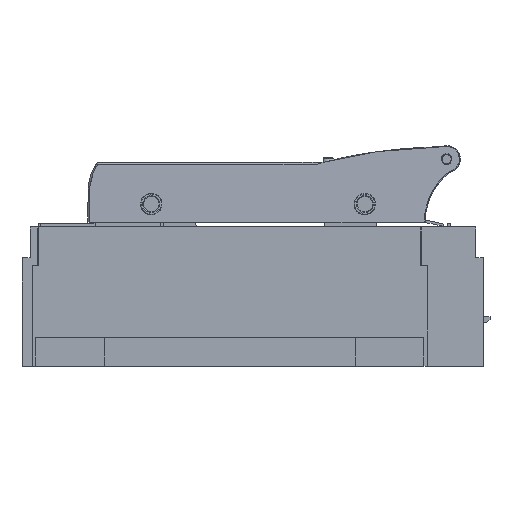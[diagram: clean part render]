
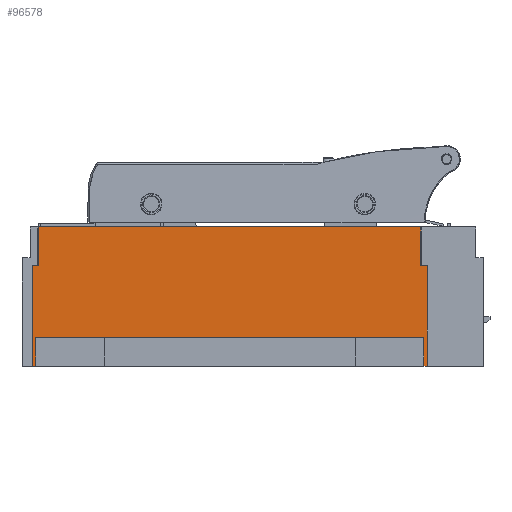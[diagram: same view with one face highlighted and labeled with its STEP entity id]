
A CAD part, front view. The second image highlights one B-rep face of the part: STEP entity #96578.
In plain terms, the highlighted planar face has unit normal (0, -1, 0).
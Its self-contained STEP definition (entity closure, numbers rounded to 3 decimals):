
#84283=DIRECTION('',(0.,0.,-1.));
#84284=VECTOR('',#84283,65.);
#84285=CARTESIAN_POINT('',(127.5,-124.75,65.));
#84286=LINE('',#84285,#84284);
#85540=DIRECTION('',(0.,0.,-1.));
#85541=VECTOR('',#85540,18.5);
#85542=CARTESIAN_POINT('',(-125.5,-124.75,18.5));
#85543=LINE('',#85542,#85541);
#85610=DIRECTION('',(-1.,0.,0.));
#85611=VECTOR('',#85610,2.);
#85612=CARTESIAN_POINT('',(-125.5,-124.75,0.));
#85613=LINE('',#85612,#85611);
#85680=DIRECTION('',(-1.,0.,0.));
#85681=VECTOR('',#85680,2.);
#85682=CARTESIAN_POINT('',(127.5,-124.75,0.));
#85683=LINE('',#85682,#85681);
#88426=DIRECTION('',(0.,0.,-1.));
#88427=VECTOR('',#88426,25.);
#88428=CARTESIAN_POINT('',(123.5,-124.75,90.));
#88429=LINE('',#88428,#88427);
#88475=DIRECTION('',(0.,0.,-1.));
#88476=VECTOR('',#88475,25.);
#88477=CARTESIAN_POINT('',(-123.5,-124.75,90.));
#88478=LINE('',#88477,#88476);
#88482=DIRECTION('',(-1.,0.,0.));
#88483=VECTOR('',#88482,247.);
#88484=CARTESIAN_POINT('',(123.5,-124.75,90.));
#88485=LINE('',#88484,#88483);
#88489=DIRECTION('',(-1.,0.,0.));
#88490=VECTOR('',#88489,4.);
#88491=CARTESIAN_POINT('',(127.5,-124.75,65.));
#88492=LINE('',#88491,#88490);
#88496=DIRECTION('',(0.,0.,-1.));
#88497=VECTOR('',#88496,18.5);
#88498=CARTESIAN_POINT('',(125.5,-124.75,18.5));
#88499=LINE('',#88498,#88497);
#88503=DIRECTION('',(1.,0.,0.));
#88504=VECTOR('',#88503,251.);
#88505=CARTESIAN_POINT('',(-125.5,-124.75,18.5));
#88506=LINE('',#88505,#88504);
#88510=DIRECTION('',(0.,0.,-1.));
#88511=VECTOR('',#88510,65.);
#88512=CARTESIAN_POINT('',(-127.5,-124.75,65.));
#88513=LINE('',#88512,#88511);
#88601=DIRECTION('',(1.,0.,0.));
#88602=VECTOR('',#88601,4.);
#88603=CARTESIAN_POINT('',(-127.5,-124.75,65.));
#88604=LINE('',#88603,#88602);
#90436=CARTESIAN_POINT('',(127.5,-124.75,65.));
#90437=VERTEX_POINT('',#90436);
#90438=CARTESIAN_POINT('',(127.5,-124.75,0.));
#90439=VERTEX_POINT('',#90438);
#90742=CARTESIAN_POINT('',(123.5,-124.75,65.));
#90743=VERTEX_POINT('',#90742);
#90744=CARTESIAN_POINT('',(-123.5,-124.75,90.));
#90745=CARTESIAN_POINT('',(-123.5,-124.75,65.));
#90746=VERTEX_POINT('',#90744);
#90747=VERTEX_POINT('',#90745);
#90748=CARTESIAN_POINT('',(-127.5,-124.75,65.));
#90749=VERTEX_POINT('',#90748);
#90750=CARTESIAN_POINT('',(-127.5,-124.75,0.));
#90751=VERTEX_POINT('',#90750);
#90752=CARTESIAN_POINT('',(-125.5,-124.75,0.));
#90753=VERTEX_POINT('',#90752);
#90754=CARTESIAN_POINT('',(-125.5,-124.75,18.5));
#90755=VERTEX_POINT('',#90754);
#90756=CARTESIAN_POINT('',(125.5,-124.75,18.5));
#90757=VERTEX_POINT('',#90756);
#90758=CARTESIAN_POINT('',(125.5,-124.75,0.));
#90759=VERTEX_POINT('',#90758);
#90760=CARTESIAN_POINT('',(123.5,-124.75,90.));
#90761=VERTEX_POINT('',#90760);
#96557=CARTESIAN_POINT('',(0.,-124.75,0.));
#96558=DIRECTION('',(0.,1.,0.));
#96559=DIRECTION('',(0.,0.,1.));
#96560=AXIS2_PLACEMENT_3D('',#96557,#96558,#96559);
#96561=PLANE('',#96560);
#96562=ORIENTED_EDGE('',*,*,#96435,.F.);
#96563=ORIENTED_EDGE('',*,*,#96460,.F.);
#96564=ORIENTED_EDGE('',*,*,#96484,.T.);
#96565=ORIENTED_EDGE('',*,*,#96542,.F.);
#96566=ORIENTED_EDGE('',*,*,#92198,.T.);
#96567=ORIENTED_EDGE('',*,*,#93472,.T.);
#96569=ORIENTED_EDGE('',*,*,#96568,.F.);
#96570=ORIENTED_EDGE('',*,*,#93320,.F.);
#96571=ORIENTED_EDGE('',*,*,#93394,.T.);
#96572=ORIENTED_EDGE('',*,*,#93455,.T.);
#96573=ORIENTED_EDGE('',*,*,#93939,.F.);
#96575=ORIENTED_EDGE('',*,*,#96574,.T.);
#96576=EDGE_LOOP('',(#96562,#96563,#96564,#96565,#96566,#96567,#96569,#96570,
#96571,#96572,#96573,#96575));
#96577=FACE_OUTER_BOUND('',#96576,.F.);
#92198=EDGE_CURVE('',#90437,#90439,#84286,.T.);
#93320=EDGE_CURVE('',#90755,#90757,#88506,.T.);
#93394=EDGE_CURVE('',#90755,#90753,#85543,.T.);
#93455=EDGE_CURVE('',#90753,#90751,#85613,.T.);
#93472=EDGE_CURVE('',#90439,#90759,#85683,.T.);
#93939=EDGE_CURVE('',#90749,#90751,#88513,.T.);
#96435=EDGE_CURVE('',#90746,#90747,#88478,.T.);
#96460=EDGE_CURVE('',#90761,#90746,#88485,.T.);
#96484=EDGE_CURVE('',#90761,#90743,#88429,.T.);
#96542=EDGE_CURVE('',#90437,#90743,#88492,.T.);
#96568=EDGE_CURVE('',#90757,#90759,#88499,.T.);
#96574=EDGE_CURVE('',#90749,#90747,#88604,.T.);
#96578=ADVANCED_FACE('',(#96577),#96561,.F.);
